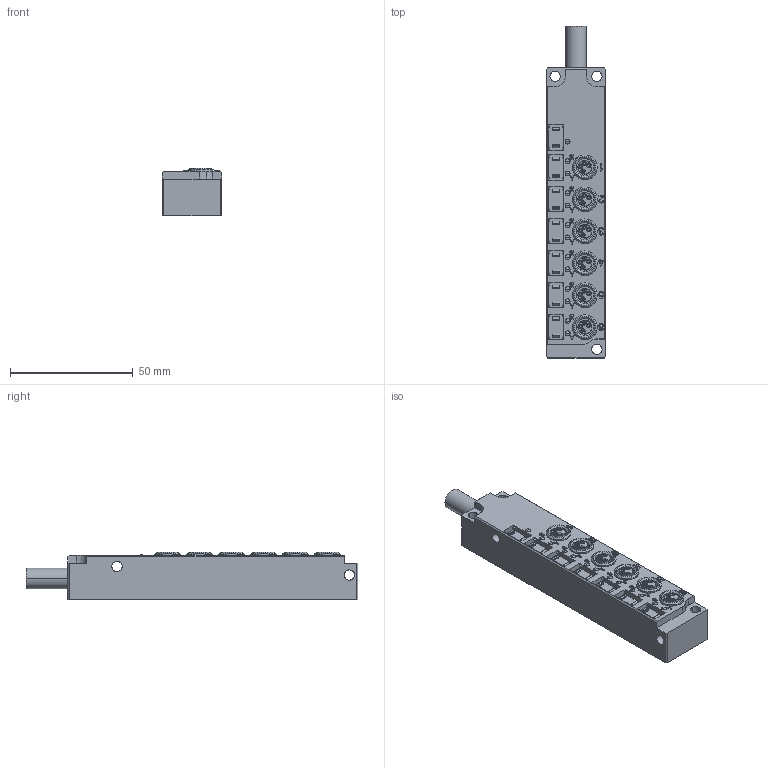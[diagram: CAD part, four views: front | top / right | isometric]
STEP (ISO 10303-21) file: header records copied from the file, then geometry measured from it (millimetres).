
FILE_DESCRIPTION(('CATIA V5 STEP Exchange','CAx-IF Rec.Pracs.--- Model Styling and Organization---1.4--- 2014-01-23'),'2;1');
FILE_NAME ('023825-2_2', '2023-06-07T07:14:30+00:00', ('none'), ('Weidmueller'), 'CATIA Version 5-6 Release 2016 SP3 HF44', 'CATIA V5 STEP AP214', 'none');
FILE_SCHEMA(('AUTOMOTIVE_DESIGN { 1 0 10303 214 1 1 1 1 }'));
Length unit declared in the file: millimetre
Products named in the file (1): 1849700000
Bounding box: 24 x 135 x 19.2 mm (x, y, z)
Volume: 49185.7 mm3; surface area: 15310 mm2
Topology: 25 solids, 27 shells, 1289 faces, 3471 edges, 2308 vertices
Faces by surface type: plane 624, cylinder 234, bspline 209, cone 148, torus 48, sphere 26
Entity records: 42769 total; most frequent: CARTESIAN_POINT 13723, ORIENTED_EDGE 6934, DIRECTION 4178, EDGE_CURVE 3467, VERTEX_POINT 2308, AXIS2_PLACEMENT_3D 1644, VECTOR 1514, LINE 1514
